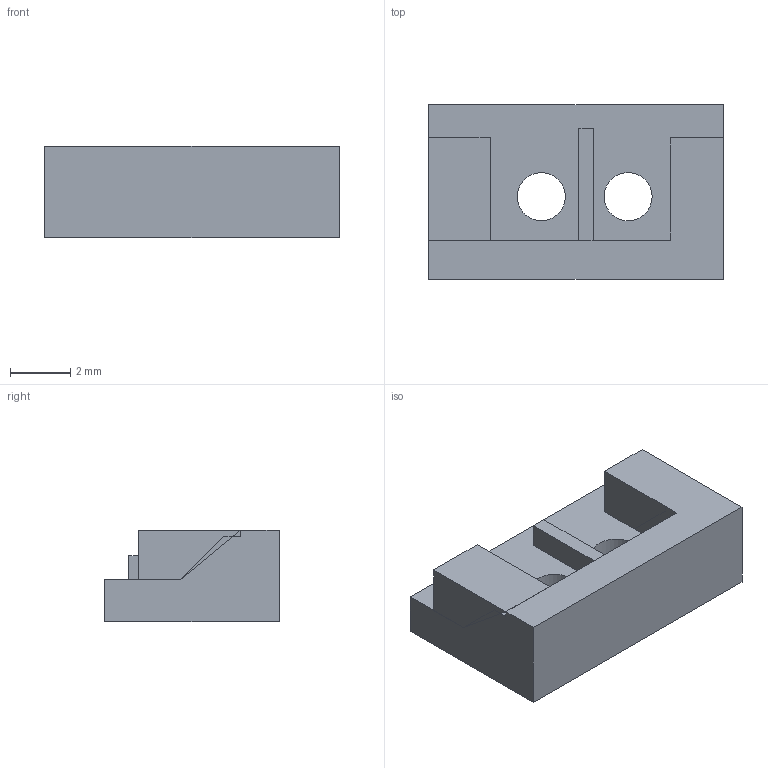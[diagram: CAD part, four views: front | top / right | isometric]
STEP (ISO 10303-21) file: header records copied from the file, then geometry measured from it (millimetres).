
FILE_DESCRIPTION(/* description */ ('','CAx-IF Rec.Pracs.---Representation and Presentation of Product Manufacturing Information (PMI)---4.0---2014-10-13'),/* implementation_level */ '2;1');
FILE_NAME(/* name */ 'Inkplate 6 Motion Top (C-2).step',/* time_stamp */ '2025-02-18T08:11:31+01:00',/* author */ (''),/* organization */ (''),/* preprocessor_version */ 'ST-DEVELOPER v20',/* originating_system */ 'Autodesk Translation Framework v13.20.0.188',/* authorisation */ '');
FILE_SCHEMA (('AP242_MANAGED_MODEL_BASED_3D_ENGINEERING_MIM_LF { 1 0 10303 442 1 1 4 }'));
Length unit declared in the file: millimetre
Products named in the file (1): Inkplate 6 Motion Top (C-2)
Bounding box: 9.8 x 5.8 x 3.05 mm (x, y, z)
Volume: 113.5 mm3; surface area: 242.8 mm2
Topology: 2 solids, 2 shells, 32 faces, 82 edges, 54 vertices
Faces by surface type: plane 28, cone 2, cylinder 2
Full cylindrical faces by diameter (mm): 1.6 x2
Entity records: 994 total; most frequent: CARTESIAN_POINT 175, ORIENTED_EDGE 164, DIRECTION 152, EDGE_CURVE 82, LINE 72, VECTOR 72, VERTEX_POINT 54, AXIS2_PLACEMENT_3D 40
